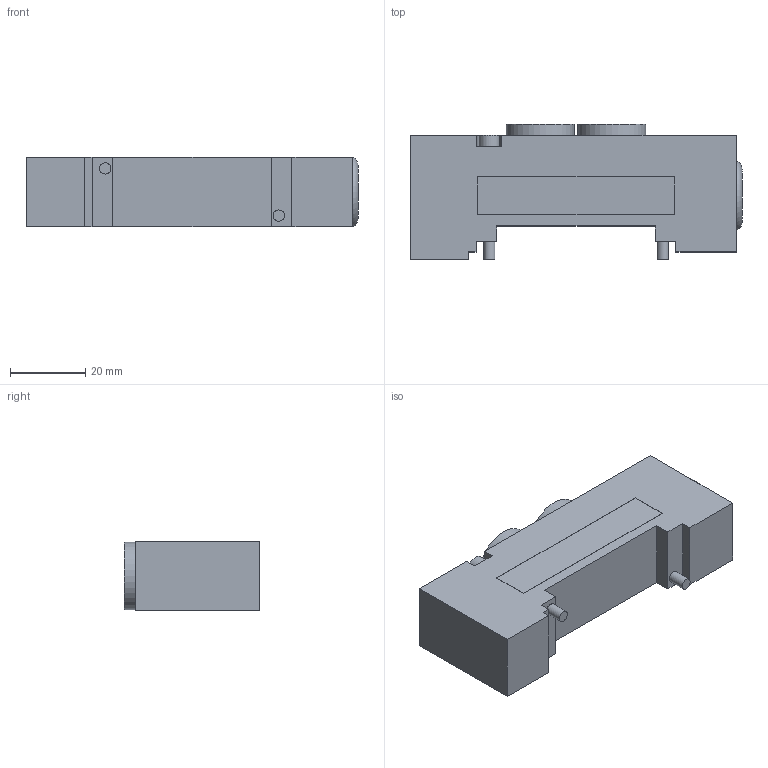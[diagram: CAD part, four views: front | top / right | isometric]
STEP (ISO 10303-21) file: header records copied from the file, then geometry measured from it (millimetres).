
FILE_DESCRIPTION((''),'2;1');
FILE_NAME('2431_52_00_19.stp','2006-01-04T09:08:39',('rivolro1'),(''),'Autodesk Inventor 10','Autodesk Inventor 10','');
FILE_SCHEMA(('AUTOMOTIVE_DESIGN { 1 0 10303 214 1 1 1 1 }'));
Length unit declared in the file: millimetre
Products named in the file (1): 2431_52_00_19
Bounding box: 88 x 36 x 18.5 mm (x, y, z)
Volume: 43334.9 mm3; surface area: 11156.7 mm2
Topology: 1 solids, 1 shells, 71 faces, 163 edges, 108 vertices
Faces by surface type: plane 54, bspline 8, cylinder 8, torus 1
Full cylindrical faces by diameter (mm): 3 x2, 5.4 x2, 18 x2
Entity records: 1999 total; most frequent: CARTESIAN_POINT 410, DIRECTION 306, ORIENTED_EDGE 302, EDGE_CURVE 151, VECTOR 124, LINE 124, VERTEX_POINT 107, EDGE_LOOP 96
